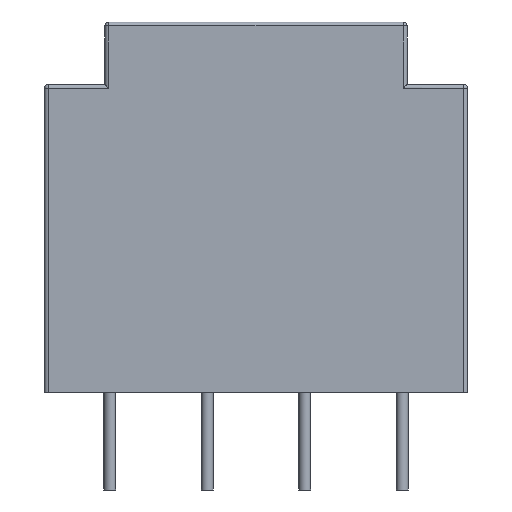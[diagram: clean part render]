
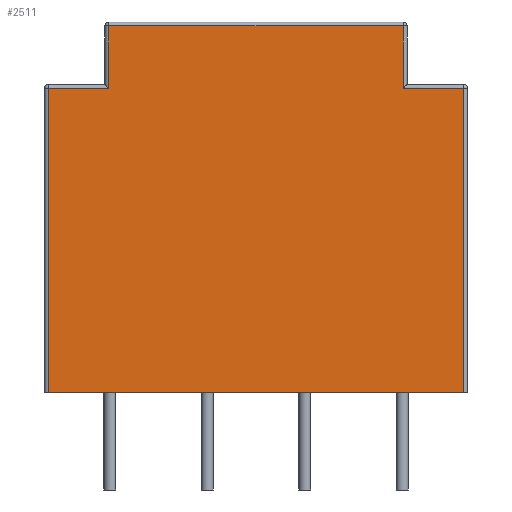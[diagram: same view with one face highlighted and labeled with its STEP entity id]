
A CAD part, front view. The second image highlights one B-rep face of the part: STEP entity #2511.
In plain terms, the highlighted planar face has unit normal (0, -1, 0).
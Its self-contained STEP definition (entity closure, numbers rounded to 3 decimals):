
#2367 = VERTEX_POINT('',#2368);
#2368 = CARTESIAN_POINT('',(18.15,-3.8,0.));
#2375 = EDGE_CURVE('',#2376,#2367,#2378,.T.);
#2376 = VERTEX_POINT('',#2377);
#2377 = CARTESIAN_POINT('',(-3.15,-3.8,0.));
#2378 = LINE('',#2379,#2380);
#2379 = CARTESIAN_POINT('',(18.35,-3.8,0.));
#2380 = VECTOR('',#2381,1.);
#2381 = DIRECTION('',(1.,0.,0.));
#2511 = ADVANCED_FACE('',(#2512),#2569,.F.);
#2512 = FACE_BOUND('',#2513,.T.);
#2513 = EDGE_LOOP('',(#2514,#2522,#2530,#2538,#2546,#2554,#2562,#2568));
#2514 = ORIENTED_EDGE('',*,*,#2515,.T.);
#2515 = EDGE_CURVE('',#2367,#2516,#2518,.T.);
#2516 = VERTEX_POINT('',#2517);
#2517 = CARTESIAN_POINT('',(18.15,-3.8,15.6));
#2518 = LINE('',#2519,#2520);
#2519 = CARTESIAN_POINT('',(18.15,-3.8,15.8));
#2520 = VECTOR('',#2521,1.);
#2521 = DIRECTION('',(0.,0.,1.));
#2522 = ORIENTED_EDGE('',*,*,#2523,.T.);
#2523 = EDGE_CURVE('',#2516,#2524,#2526,.T.);
#2524 = VERTEX_POINT('',#2525);
#2525 = CARTESIAN_POINT('',(15.05,-3.8,15.6));
#2526 = LINE('',#2527,#2528);
#2527 = CARTESIAN_POINT('',(15.05,-3.8,15.6));
#2528 = VECTOR('',#2529,1.);
#2529 = DIRECTION('',(-1.,0.,0.));
#2530 = ORIENTED_EDGE('',*,*,#2531,.T.);
#2531 = EDGE_CURVE('',#2524,#2532,#2534,.T.);
#2532 = VERTEX_POINT('',#2533);
#2533 = CARTESIAN_POINT('',(15.05,-3.8,18.8));
#2534 = LINE('',#2535,#2536);
#2535 = CARTESIAN_POINT('',(15.05,-3.8,15.8));
#2536 = VECTOR('',#2537,1.);
#2537 = DIRECTION('',(0.,0.,1.));
#2538 = ORIENTED_EDGE('',*,*,#2539,.T.);
#2539 = EDGE_CURVE('',#2532,#2540,#2542,.T.);
#2540 = VERTEX_POINT('',#2541);
#2541 = CARTESIAN_POINT('',(-0.05,-3.8,18.8));
#2542 = LINE('',#2543,#2544);
#2543 = CARTESIAN_POINT('',(-0.05,-3.8,18.8));
#2544 = VECTOR('',#2545,1.);
#2545 = DIRECTION('',(-1.,0.,0.));
#2546 = ORIENTED_EDGE('',*,*,#2547,.T.);
#2547 = EDGE_CURVE('',#2540,#2548,#2550,.T.);
#2548 = VERTEX_POINT('',#2549);
#2549 = CARTESIAN_POINT('',(-0.05,-3.8,15.6));
#2550 = LINE('',#2551,#2552);
#2551 = CARTESIAN_POINT('',(-0.05,-3.8,15.8));
#2552 = VECTOR('',#2553,1.);
#2553 = DIRECTION('',(0.,0.,-1.));
#2554 = ORIENTED_EDGE('',*,*,#2555,.T.);
#2555 = EDGE_CURVE('',#2548,#2556,#2558,.T.);
#2556 = VERTEX_POINT('',#2557);
#2557 = CARTESIAN_POINT('',(-3.15,-3.8,15.6));
#2558 = LINE('',#2559,#2560);
#2559 = CARTESIAN_POINT('',(-3.15,-3.8,15.6));
#2560 = VECTOR('',#2561,1.);
#2561 = DIRECTION('',(-1.,0.,0.));
#2562 = ORIENTED_EDGE('',*,*,#2563,.T.);
#2563 = EDGE_CURVE('',#2556,#2376,#2564,.T.);
#2564 = LINE('',#2565,#2566);
#2565 = CARTESIAN_POINT('',(-3.15,-3.8,15.8));
#2566 = VECTOR('',#2567,1.);
#2567 = DIRECTION('',(0.,0.,-1.));
#2568 = ORIENTED_EDGE('',*,*,#2375,.T.);
#2569 = PLANE('',#2570);
#2570 = AXIS2_PLACEMENT_3D('',#2571,#2572,#2573);
#2571 = CARTESIAN_POINT('',(18.35,-3.8,15.8));
#2572 = DIRECTION('',(0.,1.,0.));
#2573 = DIRECTION('',(0.,0.,1.));
